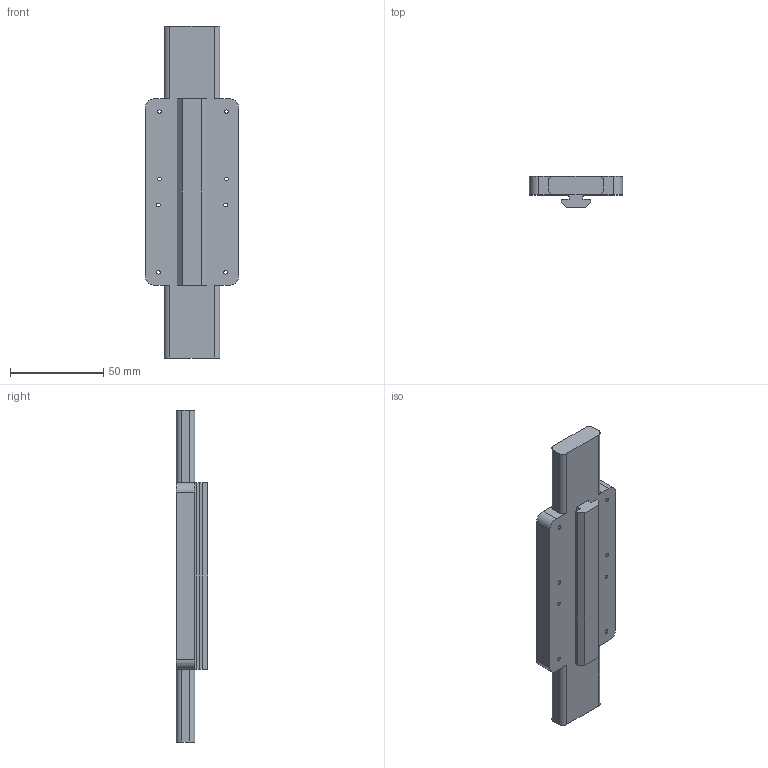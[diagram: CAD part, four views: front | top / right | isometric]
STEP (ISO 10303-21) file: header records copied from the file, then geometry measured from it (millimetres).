
FILE_DESCRIPTION((''),'2;1');
FILE_NAME('FYBUFPR009','2025-05-26T20:37:44',('t-gamer'),(''),'CREO PARAMETRIC BY PTC INC, 2024063','CREO PARAMETRIC BY PTC INC, 2024063','');
FILE_SCHEMA(('CONFIG_CONTROL_DESIGN'));
Length unit declared in the file: millimetre
Products named in the file (1): FYBUFPR009
Bounding box: 50 x 16.9 x 178 mm (x, y, z)
Volume: 68912.9 mm3; surface area: 22873.5 mm2
Topology: 1 solids, 1 shells, 73 faces, 204 edges, 136 vertices
Faces by surface type: cylinder 38, plane 35
Entity records: 2444 total; most frequent: DIRECTION 426, CARTESIAN_POINT 413, ORIENTED_EDGE 408, EDGE_CURVE 204, AXIS2_PLACEMENT_3D 149, VERTEX_POINT 136, VECTOR 128, LINE 128
